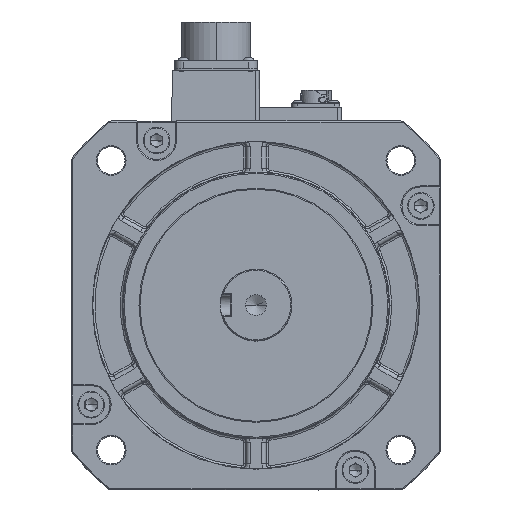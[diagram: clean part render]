
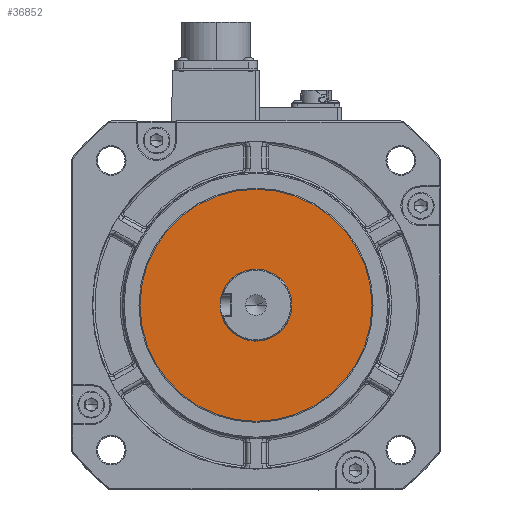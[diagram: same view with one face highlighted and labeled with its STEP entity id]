
A CAD part, top view. The second image highlights one B-rep face of the part: STEP entity #36852.
In plain terms, the highlighted planar face has unit normal (0, 0, 1).
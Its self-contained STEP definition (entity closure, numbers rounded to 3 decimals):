
#816 = FACE_OUTER_BOUND ( 'NONE', #26380, .T. ) ;
#3987 = DIRECTION ( 'NONE',  ( 0., 0., 1. ) ) ;
#4774 = DIRECTION ( 'NONE',  ( 0., 0., 1. ) ) ;
#5800 = VERTEX_POINT ( 'NONE', #8324 ) ;
#5916 = CIRCLE ( 'NONE', #32956, 56.65 ) ;
#6846 = CIRCLE ( 'NONE', #33136, 17.3 ) ;
#8324 = CARTESIAN_POINT ( 'NONE',  ( 56.65, 0., 70.2 ) ) ;
#8671 = EDGE_CURVE ( 'NONE', #18276, #68348, #6846, .T. ) ;
#9559 = CARTESIAN_POINT ( 'NONE',  ( 0., 0., 70.2 ) ) ;
#10197 = CARTESIAN_POINT ( 'NONE',  ( 17.3, 0., 70.2 ) ) ;
#16829 = DIRECTION ( 'NONE',  ( 0., 0., 1. ) ) ;
#17065 = CARTESIAN_POINT ( 'NONE',  ( 0., 0., 70.2 ) ) ;
#18276 = VERTEX_POINT ( 'NONE', #66539 ) ;
#19153 = CIRCLE ( 'NONE', #55130, 56.65 ) ;
#20914 = AXIS2_PLACEMENT_3D ( 'NONE', #28432, #33818, #22524 ) ;
#22524 = DIRECTION ( 'NONE',  ( 0., 1., 0. ) ) ;
#26380 = EDGE_LOOP ( 'NONE', ( #55037, #28260 ) ) ;
#28260 = ORIENTED_EDGE ( 'NONE', *, *, #62734, .T. ) ;
#28432 = CARTESIAN_POINT ( 'NONE',  ( 0., 0., 70.2 ) ) ;
#31602 = CARTESIAN_POINT ( 'NONE',  ( 0., 0., 70.2 ) ) ;
#32163 = CARTESIAN_POINT ( 'NONE',  ( 52.5, 0., 70.2 ) ) ;
#32956 = AXIS2_PLACEMENT_3D ( 'NONE', #31602, #3987, #63736 ) ;
#33136 = AXIS2_PLACEMENT_3D ( 'NONE', #17065, #16829, #54448 ) ;
#33818 = DIRECTION ( 'NONE',  ( 0., 0., 1. ) ) ;
#34616 = VERTEX_POINT ( 'NONE', #62948 ) ;
#36852 = ADVANCED_FACE ( 'NONE', ( #67546, #816 ), #48258, .T. ) ;
#40038 = ORIENTED_EDGE ( 'NONE', *, *, #64765, .F. ) ;
#47160 = DIRECTION ( 'NONE',  ( 1., 0., 0. ) ) ;
#47460 = ORIENTED_EDGE ( 'NONE', *, *, #8671, .F. ) ;
#48258 = PLANE ( 'NONE',  #61723 ) ;
#53699 = DIRECTION ( 'NONE',  ( 1., 0., 0. ) ) ;
#54448 = DIRECTION ( 'NONE',  ( 0., 1., 0. ) ) ;
#55037 = ORIENTED_EDGE ( 'NONE', *, *, #59115, .T. ) ;
#55130 = AXIS2_PLACEMENT_3D ( 'NONE', #9559, #58466, #47160 ) ;
#55765 = CIRCLE ( 'NONE', #20914, 17.3 ) ;
#58466 = DIRECTION ( 'NONE',  ( 0., 0., 1. ) ) ;
#59115 = EDGE_CURVE ( 'NONE', #34616, #5800, #19153, .T. ) ;
#59556 = EDGE_LOOP ( 'NONE', ( #40038, #47460 ) ) ;
#61723 = AXIS2_PLACEMENT_3D ( 'NONE', #32163, #4774, #53699 ) ;
#62734 = EDGE_CURVE ( 'NONE', #5800, #34616, #5916, .T. ) ;
#62948 = CARTESIAN_POINT ( 'NONE',  ( -56.65, 0., 70.2 ) ) ;
#63736 = DIRECTION ( 'NONE',  ( 1., 0., 0. ) ) ;
#64765 = EDGE_CURVE ( 'NONE', #68348, #18276, #55765, .T. ) ;
#66539 = CARTESIAN_POINT ( 'NONE',  ( -17.3, 0., 70.2 ) ) ;
#67546 = FACE_BOUND ( 'NONE', #59556, .T. ) ;
#68348 = VERTEX_POINT ( 'NONE', #10197 ) ;
